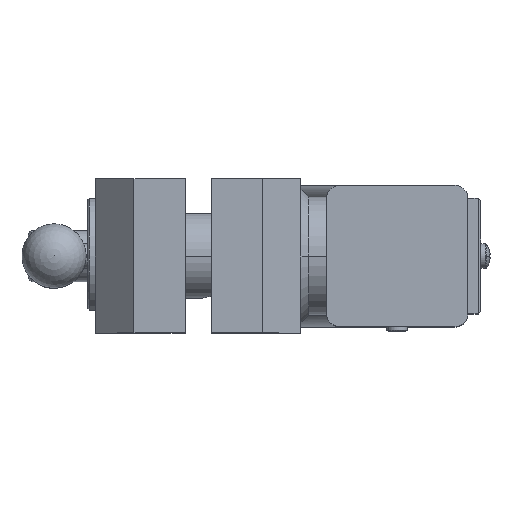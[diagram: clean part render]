
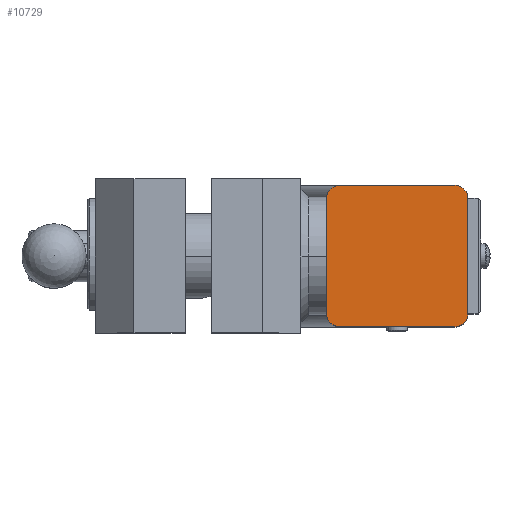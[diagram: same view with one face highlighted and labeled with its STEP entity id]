
A CAD part, top view. The second image highlights one B-rep face of the part: STEP entity #10729.
In plain terms, the highlighted planar face has unit normal (0, 0, 1).
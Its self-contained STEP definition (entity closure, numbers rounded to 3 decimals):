
#19 = DIRECTION ( 'NONE',  ( 1., 0., 0. ) ) ;
#150 = CIRCLE ( 'NONE', #10373, 5. ) ;
#324 = VERTEX_POINT ( 'NONE', #2027 ) ;
#477 = AXIS2_PLACEMENT_3D ( 'NONE', #1029, #8643, #9381 ) ;
#1029 = CARTESIAN_POINT ( 'NONE',  ( 50., 50., 54.655 ) ) ;
#1235 = VERTEX_POINT ( 'NONE', #7209 ) ;
#1590 = VERTEX_POINT ( 'NONE', #2821 ) ;
#1670 = CARTESIAN_POINT ( 'NONE',  ( 50., 5., 54.655 ) ) ;
#1762 = AXIS2_PLACEMENT_3D ( 'NONE', #2500, #6747, #8414 ) ;
#1792 = LINE ( 'NONE', #10083, #8381 ) ;
#1910 = ORIENTED_EDGE ( 'NONE', *, *, #2737, .F. ) ;
#1934 = EDGE_CURVE ( 'NONE', #1590, #6132, #9049, .T. ) ;
#1939 = CARTESIAN_POINT ( 'NONE',  ( 50., 50., 54.655 ) ) ;
#2027 = CARTESIAN_POINT ( 'NONE',  ( 0., 5., 54.655 ) ) ;
#2051 = ORIENTED_EDGE ( 'NONE', *, *, #10014, .T. ) ;
#2313 = VECTOR ( 'NONE', #10854, 1000. ) ;
#2500 = CARTESIAN_POINT ( 'NONE',  ( 5., 50., 54.655 ) ) ;
#2737 = EDGE_CURVE ( 'NONE', #10005, #5494, #9686, .T. ) ;
#2821 = CARTESIAN_POINT ( 'NONE',  ( 55., 5., 54.655 ) ) ;
#2958 = VERTEX_POINT ( 'NONE', #3690 ) ;
#3088 = EDGE_CURVE ( 'NONE', #10005, #324, #7580, .T. ) ;
#3419 = CARTESIAN_POINT ( 'NONE',  ( 55., 50., 54.655 ) ) ;
#3439 = CARTESIAN_POINT ( 'NONE',  ( 0., 50., 54.655 ) ) ;
#3690 = CARTESIAN_POINT ( 'NONE',  ( 5., 0., 54.655 ) ) ;
#3898 = CIRCLE ( 'NONE', #4225, 5. ) ;
#4225 = AXIS2_PLACEMENT_3D ( 'NONE', #6557, #5820, #7378 ) ;
#4282 = DIRECTION ( 'NONE',  ( 0., 0., 1. ) ) ;
#4378 = VERTEX_POINT ( 'NONE', #8087 ) ;
#4407 = DIRECTION ( 'NONE',  ( 0., 0., 1. ) ) ;
#4491 = CARTESIAN_POINT ( 'NONE',  ( 0., 50., 54.655 ) ) ;
#4926 = EDGE_CURVE ( 'NONE', #6132, #4378, #7553, .T. ) ;
#5494 = VERTEX_POINT ( 'NONE', #7764 ) ;
#5516 = AXIS2_PLACEMENT_3D ( 'NONE', #1939, #4407, #6880 ) ;
#5820 = DIRECTION ( 'NONE',  ( 0., 0., 1. ) ) ;
#6004 = ORIENTED_EDGE ( 'NONE', *, *, #9228, .T. ) ;
#6132 = VERTEX_POINT ( 'NONE', #3419 ) ;
#6200 = EDGE_CURVE ( 'NONE', #2958, #1235, #1792, .T. ) ;
#6557 = CARTESIAN_POINT ( 'NONE',  ( 5., 5., 54.655 ) ) ;
#6594 = ORIENTED_EDGE ( 'NONE', *, *, #3088, .T. ) ;
#6626 = CARTESIAN_POINT ( 'NONE',  ( 50., 55., 54.655 ) ) ;
#6747 = DIRECTION ( 'NONE',  ( 0., 0., -1. ) ) ;
#6880 = DIRECTION ( 'NONE',  ( 1., 0., 0. ) ) ;
#6947 = PLANE ( 'NONE',  #477 ) ;
#7059 = VECTOR ( 'NONE', #9138, 1000. ) ;
#7209 = CARTESIAN_POINT ( 'NONE',  ( 50., 0., 54.655 ) ) ;
#7378 = DIRECTION ( 'NONE',  ( 1., 0., 0. ) ) ;
#7553 = CIRCLE ( 'NONE', #5516, 5. ) ;
#7580 = LINE ( 'NONE', #4491, #10334 ) ;
#7734 = ORIENTED_EDGE ( 'NONE', *, *, #1934, .T. ) ;
#7764 = CARTESIAN_POINT ( 'NONE',  ( 5., 55., 54.655 ) ) ;
#7765 = ORIENTED_EDGE ( 'NONE', *, *, #4926, .T. ) ;
#7814 = EDGE_LOOP ( 'NONE', ( #2051, #7734, #7765, #8090, #1910, #6594, #6004, #10446 ) ) ;
#8087 = CARTESIAN_POINT ( 'NONE',  ( 50., 55., 54.655 ) ) ;
#8090 = ORIENTED_EDGE ( 'NONE', *, *, #9238, .T. ) ;
#8112 = DIRECTION ( 'NONE',  ( 0., -1., 0. ) ) ;
#8381 = VECTOR ( 'NONE', #10307, 1000. ) ;
#8414 = DIRECTION ( 'NONE',  ( 1., 0., 0. ) ) ;
#8643 = DIRECTION ( 'NONE',  ( 0., 0., 1. ) ) ;
#9049 = LINE ( 'NONE', #9236, #2313 ) ;
#9138 = DIRECTION ( 'NONE',  ( -1., 0., 0. ) ) ;
#9228 = EDGE_CURVE ( 'NONE', #324, #2958, #3898, .T. ) ;
#9236 = CARTESIAN_POINT ( 'NONE',  ( 55., 5., 54.655 ) ) ;
#9238 = EDGE_CURVE ( 'NONE', #4378, #5494, #9303, .T. ) ;
#9303 = LINE ( 'NONE', #6626, #7059 ) ;
#9381 = DIRECTION ( 'NONE',  ( 1., 0., 0. ) ) ;
#9536 = FACE_OUTER_BOUND ( 'NONE', #7814, .T. ) ;
#9686 = CIRCLE ( 'NONE', #1762, 5. ) ;
#10005 = VERTEX_POINT ( 'NONE', #3439 ) ;
#10014 = EDGE_CURVE ( 'NONE', #1235, #1590, #150, .T. ) ;
#10083 = CARTESIAN_POINT ( 'NONE',  ( 5., 0., 54.655 ) ) ;
#10307 = DIRECTION ( 'NONE',  ( 1., 0., 0. ) ) ;
#10334 = VECTOR ( 'NONE', #8112, 1000. ) ;
#10373 = AXIS2_PLACEMENT_3D ( 'NONE', #1670, #4282, #19 ) ;
#10446 = ORIENTED_EDGE ( 'NONE', *, *, #6200, .T. ) ;
#10729 = ADVANCED_FACE ( 'NONE', ( #9536 ), #6947, .T. ) ;
#10854 = DIRECTION ( 'NONE',  ( 0., 1., 0. ) ) ;
